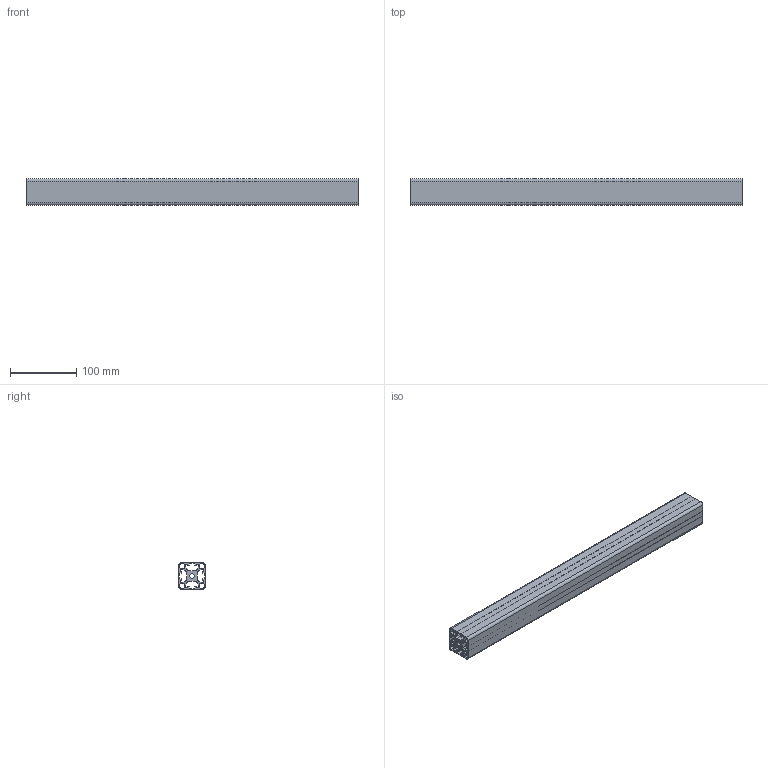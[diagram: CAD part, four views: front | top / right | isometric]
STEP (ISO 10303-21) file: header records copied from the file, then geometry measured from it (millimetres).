
FILE_DESCRIPTION (( 'STEP AP214' ), '1' );
FILE_NAME ('RP1301 8 40x40 Light 4N.STEP', '2026-02-13T09:14:19', ( '' ), ( '' ), 'SwSTEP 2.0', 'SolidWorks 2026', '' );
FILE_SCHEMA (( 'AUTOMOTIVE_DESIGN' ));
Length unit declared in the file: millimetre
Products named in the file (1): RP1301 8 40x40 Light 4N
Bounding box: 500 x 40 x 40 mm (x, y, z)
Volume: 348590 mm3; surface area: 267034.9 mm2
Topology: 1 solids, 1 shells, 180 faces, 534 edges, 356 vertices
Faces by surface type: plane 94, cylinder 86
Entity records: 6129 total; most frequent: CARTESIAN_POINT 1071, ORIENTED_EDGE 1068, DIRECTION 1068, EDGE_CURVE 534, LINE 362, VECTOR 362, VERTEX_POINT 356, AXIS2_PLACEMENT_3D 353
